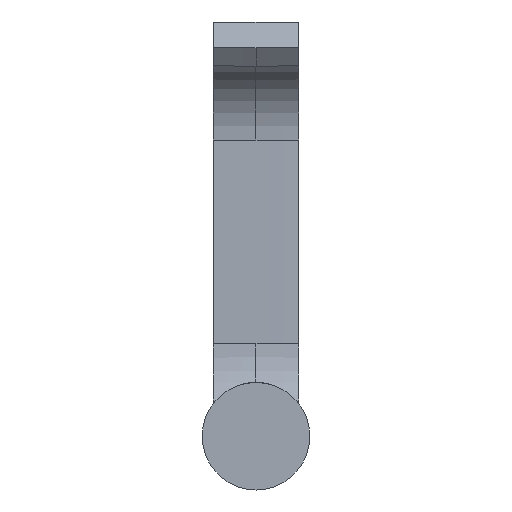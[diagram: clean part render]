
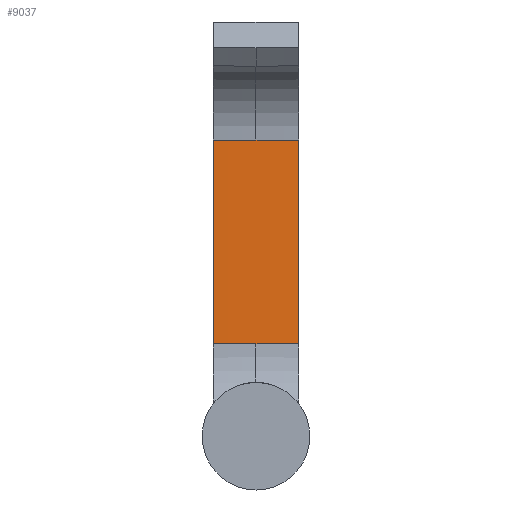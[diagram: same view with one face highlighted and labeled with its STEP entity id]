
A CAD part, front view. The second image highlights one B-rep face of the part: STEP entity #9037.
In plain terms, the highlighted cylindrical face has radius 1000 mm (diameter 2000 mm), a partial arc.
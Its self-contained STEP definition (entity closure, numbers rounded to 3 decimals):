
#267 = AXIS2_PLACEMENT_3D ( 'NONE', #4933, #2672, #1961 ) ;
#733 = CIRCLE ( 'NONE', #7335, 1000. ) ;
#980 = ORIENTED_EDGE ( 'NONE', *, *, #9249, .F. ) ;
#1138 = VECTOR ( 'NONE', #2608, 1000. ) ;
#1167 = CARTESIAN_POINT ( 'NONE',  ( -17.5, 200.047, 38. ) ) ;
#1352 = CARTESIAN_POINT ( 'NONE',  ( 0., 1199.894, 38. ) ) ;
#1492 = DIRECTION ( 'NONE',  ( 0., -1., 0. ) ) ;
#1755 = VERTEX_POINT ( 'NONE', #1995 ) ;
#1846 = CARTESIAN_POINT ( 'NONE',  ( 17.5, 200.047, 121.769 ) ) ;
#1961 = DIRECTION ( 'NONE',  ( 0., -1., 0. ) ) ;
#1983 = ORIENTED_EDGE ( 'NONE', *, *, #3694, .T. ) ;
#1995 = CARTESIAN_POINT ( 'NONE',  ( -17.5, 200.047, 121.769 ) ) ;
#2513 = CARTESIAN_POINT ( 'NONE',  ( 0., 199.894, 38. ) ) ;
#2608 = DIRECTION ( 'NONE',  ( 0., 0., 1. ) ) ;
#2672 = DIRECTION ( 'NONE',  ( 0., 0., 1. ) ) ;
#2762 = EDGE_CURVE ( 'NONE', #5889, #6941, #3468, .T. ) ;
#2801 = CARTESIAN_POINT ( 'NONE',  ( 0., 1199.894, 121.769 ) ) ;
#2803 = CIRCLE ( 'NONE', #9260, 1000. ) ;
#3014 = VECTOR ( 'NONE', #4035, 1000. ) ;
#3166 = ORIENTED_EDGE ( 'NONE', *, *, #8890, .T. ) ;
#3395 = DIRECTION ( 'NONE',  ( 0., -1., 0. ) ) ;
#3468 = LINE ( 'NONE', #4117, #1138 ) ;
#3596 = ORIENTED_EDGE ( 'NONE', *, *, #2762, .T. ) ;
#3694 = EDGE_CURVE ( 'NONE', #4904, #5889, #2803, .T. ) ;
#3756 = ORIENTED_EDGE ( 'NONE', *, *, #6709, .F. ) ;
#3797 = VERTEX_POINT ( 'NONE', #8200 ) ;
#4035 = DIRECTION ( 'NONE',  ( 0., 0., 1. ) ) ;
#4117 = CARTESIAN_POINT ( 'NONE',  ( 17.5, 200.047, 38. ) ) ;
#4213 = DIRECTION ( 'NONE',  ( 0., 0., 1. ) ) ;
#4229 = DIRECTION ( 'NONE',  ( 0., 0., 1. ) ) ;
#4673 = AXIS2_PLACEMENT_3D ( 'NONE', #5836, #4229, #7841 ) ;
#4904 = VERTEX_POINT ( 'NONE', #2513 ) ;
#4933 = CARTESIAN_POINT ( 'NONE',  ( 0., 1199.894, 121.769 ) ) ;
#5084 = FACE_OUTER_BOUND ( 'NONE', #7859, .T. ) ;
#5140 = CARTESIAN_POINT ( 'NONE',  ( -17.5, 200.047, 38. ) ) ;
#5334 = ORIENTED_EDGE ( 'NONE', *, *, #8481, .F. ) ;
#5836 = CARTESIAN_POINT ( 'NONE',  ( 0., 1199.894, 38. ) ) ;
#5889 = VERTEX_POINT ( 'NONE', #8454 ) ;
#6239 = LINE ( 'NONE', #1167, #3014 ) ;
#6387 = CYLINDRICAL_SURFACE ( 'NONE', #4673, 1000. ) ;
#6588 = CIRCLE ( 'NONE', #9150, 1000. ) ;
#6709 = EDGE_CURVE ( 'NONE', #3797, #6941, #8823, .T. ) ;
#6941 = VERTEX_POINT ( 'NONE', #1846 ) ;
#6944 = DIRECTION ( 'NONE',  ( 0., 0., 1. ) ) ;
#7298 = DIRECTION ( 'NONE',  ( 0., -1., 0. ) ) ;
#7335 = AXIS2_PLACEMENT_3D ( 'NONE', #2801, #7869, #7298 ) ;
#7657 = CARTESIAN_POINT ( 'NONE',  ( 0., 1199.894, 38. ) ) ;
#7841 = DIRECTION ( 'NONE',  ( 1., 0., 0. ) ) ;
#7859 = EDGE_LOOP ( 'NONE', ( #3166, #1983, #3596, #3756, #5334, #980 ) ) ;
#7869 = DIRECTION ( 'NONE',  ( 0., 0., 1. ) ) ;
#8200 = CARTESIAN_POINT ( 'NONE',  ( 0., 199.894, 121.769 ) ) ;
#8454 = CARTESIAN_POINT ( 'NONE',  ( 17.5, 200.047, 38. ) ) ;
#8481 = EDGE_CURVE ( 'NONE', #1755, #3797, #733, .T. ) ;
#8717 = VERTEX_POINT ( 'NONE', #5140 ) ;
#8823 = CIRCLE ( 'NONE', #267, 1000. ) ;
#8890 = EDGE_CURVE ( 'NONE', #8717, #4904, #6588, .T. ) ;
#9037 = ADVANCED_FACE ( 'NONE', ( #5084 ), #6387, .T. ) ;
#9150 = AXIS2_PLACEMENT_3D ( 'NONE', #7657, #6944, #3395 ) ;
#9249 = EDGE_CURVE ( 'NONE', #8717, #1755, #6239, .T. ) ;
#9260 = AXIS2_PLACEMENT_3D ( 'NONE', #1352, #4213, #1492 ) ;
